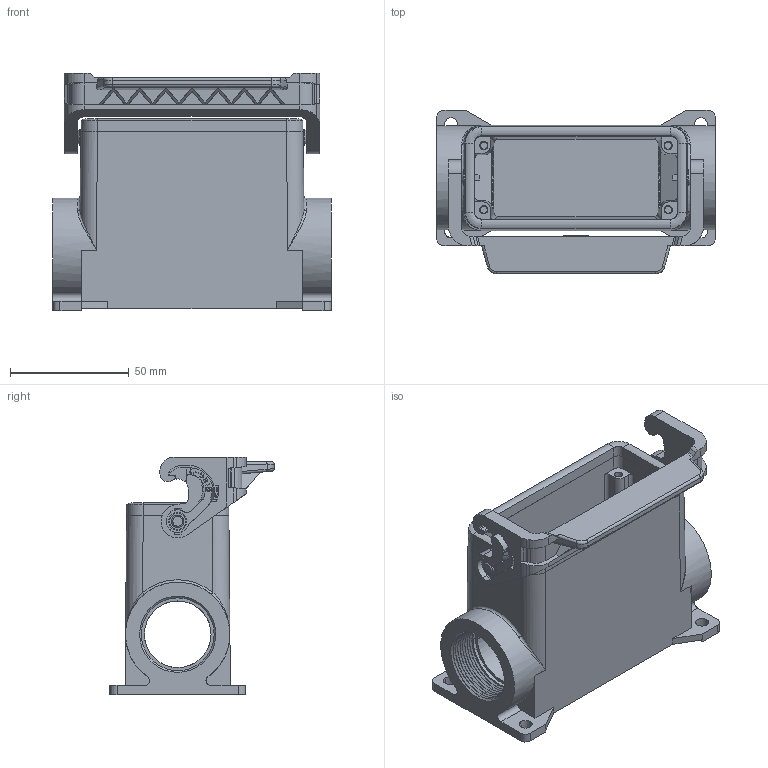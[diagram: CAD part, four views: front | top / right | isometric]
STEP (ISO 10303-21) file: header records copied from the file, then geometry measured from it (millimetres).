
FILE_DESCRIPTION(('Creo Elements/Direct Modeling STEP Export'),'2;1');
FILE_NAME('37jbk2e5ph4pp4g3060','2023-03-02T 9:39:09',(''),(''),'Creo Elements/Direct Modeling STEP processor for AP214 (Solid Model)','Creo Elements/Direct Modeling 20.1B 02-Apr-2019 (C) Parametric Technology GmbH','');
FILE_SCHEMA(('AUTOMOTIVE_DESIGN { 1 0 10303 214 1 1 1 1 }'));
Length unit declared in the file: millimetre
Products named in the file (2): MLAP 16 L232
Assembly tree (1 placements, depth 2):
  MLAP 16 L232
    MLAP 16 L232
Bounding box: 117 x 69 x 100 mm (x, y, z)
Volume: 146067 mm3; surface area: 68876.4 mm2
Topology: 1 solids, 1 shells, 1094 faces, 2921 edges, 1880 vertices
Faces by surface type: plane 639, cylinder 289, cone 104, torus 46, bspline 16
Entity records: 46741 total; most frequent: CARTESIAN_POINT 11131, ORIENTED_EDGE 5834, DIRECTION 5292, EDGE_CURVE 2917, VECTOR 2018, LINE 2018, VERTEX_POINT 1880, AXIS2_PLACEMENT_3D 1637
